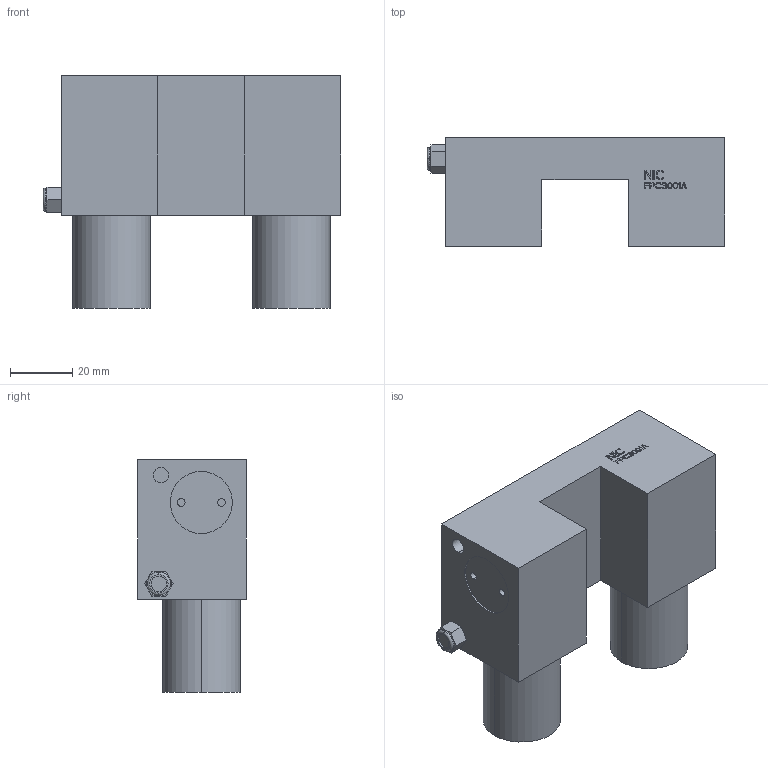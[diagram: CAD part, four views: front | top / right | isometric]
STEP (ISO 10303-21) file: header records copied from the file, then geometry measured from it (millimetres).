
FILE_DESCRIPTION((''),'2;1');
FILE_NAME('FPC3001A','2025-05-18T17:03:27',('lx'),(''),'CREO PARAMETRIC BY PTC INC, 2018100','CREO PARAMETRIC BY PTC INC, 2018100','');
FILE_SCHEMA(('CONFIG_CONTROL_DESIGN'));
Length unit declared in the file: millimetre
Products named in the file (1): FPC3001A
Bounding box: 96 x 35 x 75 mm (x, y, z)
Volume: 129013.7 mm3; surface area: 28619.5 mm2
Topology: 1 solids, 4 shells, 408 faces, 1089 edges, 721 vertices
Faces by surface type: plane 346, cylinder 42, cone 16, torus 2, sphere 2
Entity records: 12615 total; most frequent: CARTESIAN_POINT 2330, ORIENTED_EDGE 2174, DIRECTION 1993, EDGE_CURVE 1087, VECTOR 949, LINE 949, VERTEX_POINT 721, AXIS2_PLACEMENT_3D 522
